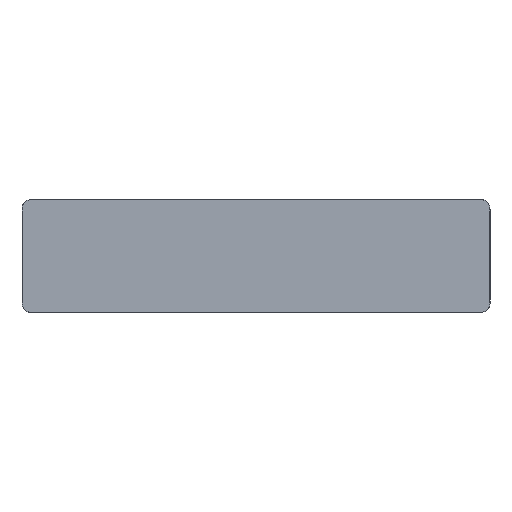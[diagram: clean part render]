
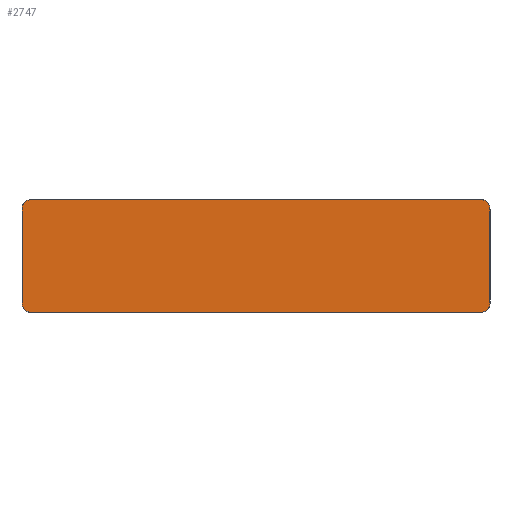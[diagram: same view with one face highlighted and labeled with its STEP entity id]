
A CAD part, top view. The second image highlights one B-rep face of the part: STEP entity #2747.
In plain terms, the highlighted planar face has unit normal (0, 0, 1).
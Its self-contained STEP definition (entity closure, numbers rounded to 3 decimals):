
#79 = DIRECTION ( 'NONE',  ( 1., 0., 0. ) ) ;
#82 = DIRECTION ( 'NONE',  ( 0., 0., 1. ) ) ;
#88 = CIRCLE ( 'NONE', #852, 3.175 ) ;
#96 = PLANE ( 'NONE',  #2477 ) ;
#110 = CARTESIAN_POINT ( 'NONE',  ( 75.875, -15.875, 12.5 ) ) ;
#174 = FACE_OUTER_BOUND ( 'NONE', #228, .T. ) ;
#175 = CARTESIAN_POINT ( 'NONE',  ( -79.05, 15.875, 12.5 ) ) ;
#181 = ORIENTED_EDGE ( 'NONE', *, *, #739, .T. ) ;
#214 = CARTESIAN_POINT ( 'NONE',  ( 75.875, 19.05, 12.5 ) ) ;
#220 = CARTESIAN_POINT ( 'NONE',  ( 79.05, -15.875, 12.5 ) ) ;
#224 = DIRECTION ( 'NONE',  ( 0., 1., 0. ) ) ;
#228 = EDGE_LOOP ( 'NONE', ( #945, #1771, #859, #2480, #181, #932, #1984, #446 ) ) ;
#232 = DIRECTION ( 'NONE',  ( 0., -1., 0. ) ) ;
#427 = LINE ( 'NONE', #1886, #2022 ) ;
#434 = EDGE_CURVE ( 'NONE', #2272, #1341, #88, .T. ) ;
#442 = VERTEX_POINT ( 'NONE', #1448 ) ;
#446 = ORIENTED_EDGE ( 'NONE', *, *, #1354, .T. ) ;
#569 = DIRECTION ( 'NONE',  ( 1., 0., 0. ) ) ;
#571 = DIRECTION ( 'NONE',  ( 0., 0., 1. ) ) ;
#573 = CARTESIAN_POINT ( 'NONE',  ( -75.875, -15.875, 12.5 ) ) ;
#606 = CARTESIAN_POINT ( 'NONE',  ( 75.875, -19.05, 12.5 ) ) ;
#654 = VERTEX_POINT ( 'NONE', #1808 ) ;
#712 = LINE ( 'NONE', #1158, #1864 ) ;
#739 = EDGE_CURVE ( 'NONE', #2372, #1803, #2310, .T. ) ;
#821 = DIRECTION ( 'NONE',  ( -1., 0., 0. ) ) ;
#852 = AXIS2_PLACEMENT_3D ( 'NONE', #929, #1226, #1873 ) ;
#859 = ORIENTED_EDGE ( 'NONE', *, *, #434, .T. ) ;
#929 = CARTESIAN_POINT ( 'NONE',  ( 75.875, 15.875, 12.5 ) ) ;
#932 = ORIENTED_EDGE ( 'NONE', *, *, #1846, .T. ) ;
#945 = ORIENTED_EDGE ( 'NONE', *, *, #1246, .T. ) ;
#953 = CARTESIAN_POINT ( 'NONE',  ( -75.875, 19.05, 12.5 ) ) ;
#1158 = CARTESIAN_POINT ( 'NONE',  ( 75.875, 19.05, 12.5 ) ) ;
#1176 = AXIS2_PLACEMENT_3D ( 'NONE', #2537, #2544, #2547 ) ;
#1194 = CARTESIAN_POINT ( 'NONE',  ( 79.05, 15.875, 12.5 ) ) ;
#1226 = DIRECTION ( 'NONE',  ( 0., 0., 1. ) ) ;
#1246 = EDGE_CURVE ( 'NONE', #2534, #654, #1802, .T. ) ;
#1341 = VERTEX_POINT ( 'NONE', #214 ) ;
#1354 = EDGE_CURVE ( 'NONE', #442, #2534, #2165, .T. ) ;
#1383 = AXIS2_PLACEMENT_3D ( 'NONE', #1920, #1923, #1927 ) ;
#1448 = CARTESIAN_POINT ( 'NONE',  ( -75.875, -19.05, 12.5 ) ) ;
#1462 = CIRCLE ( 'NONE', #2580, 3.175 ) ;
#1489 = LINE ( 'NONE', #220, #1990 ) ;
#1597 = VECTOR ( 'NONE', #2440, 1000. ) ;
#1771 = ORIENTED_EDGE ( 'NONE', *, *, #2705, .T. ) ;
#1802 = CIRCLE ( 'NONE', #1176, 3.175 ) ;
#1803 = VERTEX_POINT ( 'NONE', #175 ) ;
#1808 = CARTESIAN_POINT ( 'NONE',  ( 79.05, -15.875, 12.5 ) ) ;
#1846 = EDGE_CURVE ( 'NONE', #1803, #2167, #427, .T. ) ;
#1864 = VECTOR ( 'NONE', #821, 1000. ) ;
#1873 = DIRECTION ( 'NONE',  ( 1., 0., 0. ) ) ;
#1886 = CARTESIAN_POINT ( 'NONE',  ( -79.05, 15.875, 12.5 ) ) ;
#1916 = CARTESIAN_POINT ( 'NONE',  ( -79.05, -15.875, 12.5 ) ) ;
#1920 = CARTESIAN_POINT ( 'NONE',  ( -75.875, 15.875, 12.5 ) ) ;
#1923 = DIRECTION ( 'NONE',  ( 0., 0., 1. ) ) ;
#1927 = DIRECTION ( 'NONE',  ( 1., 0., 0. ) ) ;
#1984 = ORIENTED_EDGE ( 'NONE', *, *, #2540, .T. ) ;
#1990 = VECTOR ( 'NONE', #224, 1000. ) ;
#2022 = VECTOR ( 'NONE', #232, 1000. ) ;
#2165 = LINE ( 'NONE', #2395, #1597 ) ;
#2167 = VERTEX_POINT ( 'NONE', #1916 ) ;
#2272 = VERTEX_POINT ( 'NONE', #1194 ) ;
#2310 = CIRCLE ( 'NONE', #1383, 3.175 ) ;
#2372 = VERTEX_POINT ( 'NONE', #953 ) ;
#2395 = CARTESIAN_POINT ( 'NONE',  ( -75.875, -19.05, 12.5 ) ) ;
#2426 = EDGE_CURVE ( 'NONE', #1341, #2372, #712, .T. ) ;
#2440 = DIRECTION ( 'NONE',  ( 1., 0., 0. ) ) ;
#2477 = AXIS2_PLACEMENT_3D ( 'NONE', #110, #82, #79 ) ;
#2480 = ORIENTED_EDGE ( 'NONE', *, *, #2426, .T. ) ;
#2534 = VERTEX_POINT ( 'NONE', #606 ) ;
#2537 = CARTESIAN_POINT ( 'NONE',  ( 75.875, -15.875, 12.5 ) ) ;
#2540 = EDGE_CURVE ( 'NONE', #2167, #442, #1462, .T. ) ;
#2544 = DIRECTION ( 'NONE',  ( 0., 0., 1. ) ) ;
#2547 = DIRECTION ( 'NONE',  ( 1., 0., 0. ) ) ;
#2580 = AXIS2_PLACEMENT_3D ( 'NONE', #573, #571, #569 ) ;
#2705 = EDGE_CURVE ( 'NONE', #654, #2272, #1489, .T. ) ;
#2747 = ADVANCED_FACE ( 'NONE', ( #174 ), #96, .T. ) ;
